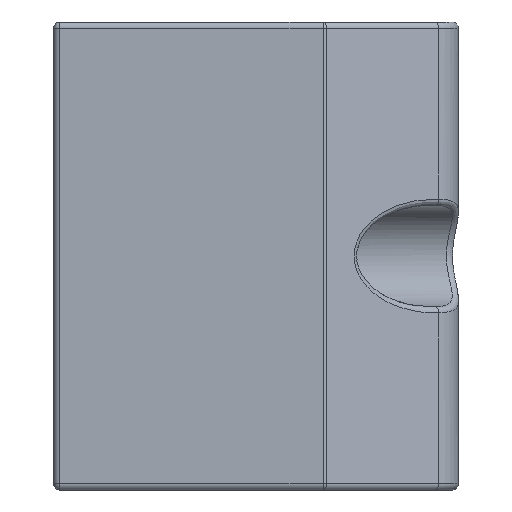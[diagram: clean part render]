
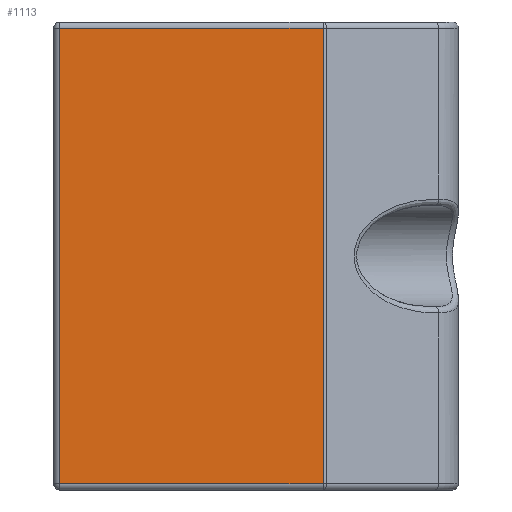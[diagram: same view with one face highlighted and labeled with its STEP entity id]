
A CAD part, front view. The second image highlights one B-rep face of the part: STEP entity #1113.
In plain terms, the highlighted planar face has unit normal (0, -1, 0).
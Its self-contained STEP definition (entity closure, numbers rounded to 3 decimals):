
#29=PLANE('',#1284);
#96=LINE('',#2443,#154);
#100=LINE('',#2472,#158);
#102=LINE('',#2475,#160);
#112=LINE('',#2505,#170);
#154=VECTOR('',#1529,10.);
#158=VECTOR('',#1571,10.);
#160=VECTOR('',#1575,10.);
#170=VECTOR('',#1621,10.);
#278=FACE_OUTER_BOUND('',#358,.T.);
#358=EDGE_LOOP('',(#1021,#1022,#1023,#1024));
#542=VERTEX_POINT('',#2407);
#549=VERTEX_POINT('',#2433);
#550=VERTEX_POINT('',#2437);
#556=VERTEX_POINT('',#2468);
#678=EDGE_CURVE('',#542,#550,#96,.T.);
#693=EDGE_CURVE('',#550,#556,#100,.T.);
#695=EDGE_CURVE('',#556,#549,#102,.T.);
#712=EDGE_CURVE('',#549,#542,#112,.T.);
#1021=ORIENTED_EDGE('',*,*,#678,.F.);
#1022=ORIENTED_EDGE('',*,*,#712,.F.);
#1023=ORIENTED_EDGE('',*,*,#695,.F.);
#1024=ORIENTED_EDGE('',*,*,#693,.F.);
#1113=ADVANCED_FACE('',(#278),#29,.T.);
#1284=AXIS2_PLACEMENT_3D('',#2524,#1652,#1653);
#1529=DIRECTION('',(0.,0.,1.));
#1571=DIRECTION('',(1.,0.,0.));
#1575=DIRECTION('',(0.,0.,-1.));
#1621=DIRECTION('',(-1.,0.,0.));
#1652=DIRECTION('center_axis',(0.,-1.,0.));
#1653=DIRECTION('ref_axis',(-1.,0.,0.));
#2407=CARTESIAN_POINT('',(-17.,-41.,-29.6));
#2433=CARTESIAN_POINT('',(-0.127,-41.,-29.6));
#2437=CARTESIAN_POINT('',(-17.,-41.,-0.4));
#2443=CARTESIAN_POINT('',(-17.,-41.,0.));
#2468=CARTESIAN_POINT('',(-0.127,-41.,-0.4));
#2472=CARTESIAN_POINT('',(-15.9,-41.,-0.4));
#2475=CARTESIAN_POINT('',(-0.127,-41.,0.));
#2505=CARTESIAN_POINT('',(-15.9,-41.,-29.6));
#2524=CARTESIAN_POINT('Origin',(-15.4,-41.,0.));
